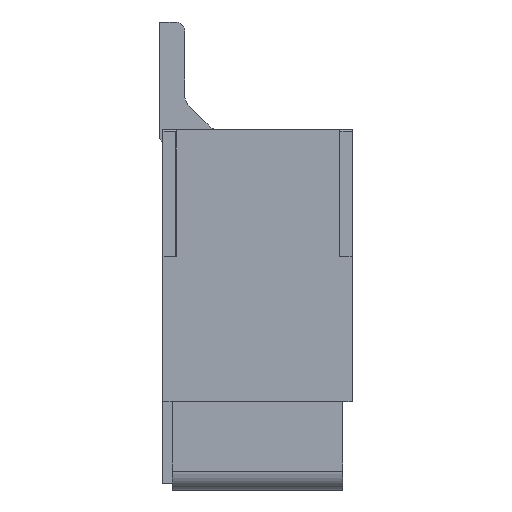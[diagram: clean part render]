
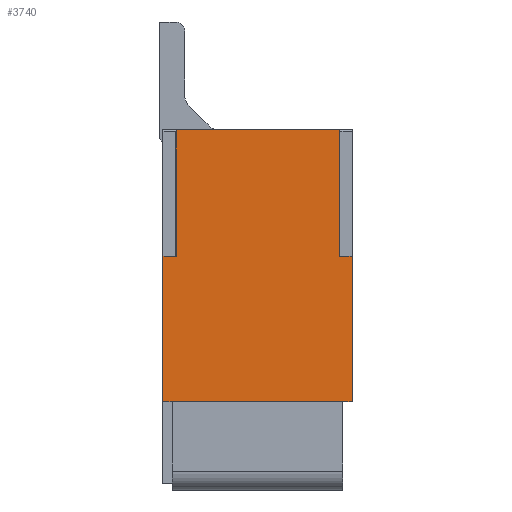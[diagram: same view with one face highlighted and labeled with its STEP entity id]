
A CAD part, front view. The second image highlights one B-rep face of the part: STEP entity #3740.
In plain terms, the highlighted planar face has unit normal (0, -1, 0).
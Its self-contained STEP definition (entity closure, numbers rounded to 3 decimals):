
#1900=CARTESIAN_POINT('',(69.249,38.269,24.));
#1910=DIRECTION('',(0.,0.,1.));
#1920=VECTOR('',#1910,1.);
#1930=LINE('',#1900,#1920);
#1940=CARTESIAN_POINT('',(69.249,38.269,26.3));
#1950=VERTEX_POINT('',#1940);
#1960=CARTESIAN_POINT('',(69.249,38.269,28.3));
#1970=VERTEX_POINT('',#1960);
#1980=EDGE_CURVE('',#1950,#1970,#1930,.T.);
#2800=CARTESIAN_POINT('',(73.034,38.269,24.));
#2810=DIRECTION('',(-0.,1.,0.));
#2820=DIRECTION('',(1.,0.,0.));
#2830=AXIS2_PLACEMENT_3D('',#2800,#2810,#2820);
#2840=PLANE('',#2830);
#2850=CARTESIAN_POINT('',(71.829,38.269,24.));
#2860=DIRECTION('',(0.,0.,-1.));
#2870=VECTOR('',#2860,1.);
#2880=LINE('',#2850,#2870);
#2890=CARTESIAN_POINT('',(71.829,38.269,28.3));
#2900=VERTEX_POINT('',#2890);
#2910=CARTESIAN_POINT('',(71.829,38.269,26.3));
#2920=VERTEX_POINT('',#2910);
#2930=EDGE_CURVE('',#2900,#2920,#2880,.T.);
#2940=ORIENTED_EDGE('',*,*,#2930,.F.);
#2950=CARTESIAN_POINT('',(70.534,38.269,26.3));
#2960=DIRECTION('',(-1.,0.,0.));
#2970=VECTOR('',#2960,1.);
#2980=LINE('',#2950,#2970);
#2990=CARTESIAN_POINT('',(72.034,38.269,26.3));
#3000=VERTEX_POINT('',#2990);
#3010=EDGE_CURVE('',#3000,#2920,#2980,.T.);
#3020=ORIENTED_EDGE('',*,*,#3010,.T.);
#3030=CARTESIAN_POINT('',(72.034,38.269,24.));
#3040=DIRECTION('',(0.,0.,1.));
#3050=VECTOR('',#3040,1.);
#3060=LINE('',#3030,#3050);
#3070=CARTESIAN_POINT('',(72.034,38.269,24.));
#3080=VERTEX_POINT('',#3070);
#3090=EDGE_CURVE('',#3080,#3000,#3060,.T.);
#3100=ORIENTED_EDGE('',*,*,#3090,.T.);
#3110=CARTESIAN_POINT('',(70.534,38.269,24.));
#3120=DIRECTION('',(1.,0.,0.));
#3130=VECTOR('',#3120,1.);
#3140=LINE('',#3110,#3130);
#3150=CARTESIAN_POINT('',(71.884,38.269,24.));
#3160=VERTEX_POINT('',#3150);
#3170=EDGE_CURVE('',#3160,#3080,#3140,.T.);
#3180=ORIENTED_EDGE('',*,*,#3170,.T.);
#3190=CARTESIAN_POINT('',(70.534,38.269,24.));
#3200=DIRECTION('',(-1.,0.,0.));
#3210=VECTOR('',#3200,1.);
#3220=LINE('',#3190,#3210);
#3230=CARTESIAN_POINT('',(69.184,38.269,24.));
#3240=VERTEX_POINT('',#3230);
#3250=EDGE_CURVE('',#3160,#3240,#3220,.T.);
#3260=ORIENTED_EDGE('',*,*,#3250,.F.);
#3270=CARTESIAN_POINT('',(70.534,38.269,24.));
#3280=DIRECTION('',(-1.,0.,0.));
#3290=VECTOR('',#3280,1.);
#3300=LINE('',#3270,#3290);
#3310=CARTESIAN_POINT('',(69.034,38.269,24.));
#3320=VERTEX_POINT('',#3310);
#3330=EDGE_CURVE('',#3240,#3320,#3300,.T.);
#3340=ORIENTED_EDGE('',*,*,#3330,.F.);
#3350=CARTESIAN_POINT('',(69.034,38.269,24.));
#3360=DIRECTION('',(0.,0.,1.));
#3370=VECTOR('',#3360,1.);
#3380=LINE('',#3350,#3370);
#3390=CARTESIAN_POINT('',(69.034,38.269,26.3));
#3400=VERTEX_POINT('',#3390);
#3410=EDGE_CURVE('',#3320,#3400,#3380,.T.);
#3420=ORIENTED_EDGE('',*,*,#3410,.F.);
#3430=CARTESIAN_POINT('',(70.534,38.269,26.3));
#3440=DIRECTION('',(-1.,0.,0.));
#3450=VECTOR('',#3440,1.);
#3460=LINE('',#3430,#3450);
#3470=CARTESIAN_POINT('',(69.039,38.269,26.3));
#3480=VERTEX_POINT('',#3470);
#3490=EDGE_CURVE('',#3480,#3400,#3460,.T.);
#3500=ORIENTED_EDGE('',*,*,#3490,.T.);
#3510=CARTESIAN_POINT('',(70.534,38.269,26.3));
#3520=DIRECTION('',(-1.,0.,0.));
#3530=VECTOR('',#3520,1.);
#3540=LINE('',#3510,#3530);
#3550=CARTESIAN_POINT('',(69.239,38.269,26.3));
#3560=VERTEX_POINT('',#3550);
#3570=EDGE_CURVE('',#3560,#3480,#3540,.T.);
#3580=ORIENTED_EDGE('',*,*,#3570,.T.);
#3590=CARTESIAN_POINT('',(70.534,38.269,26.3));
#3600=DIRECTION('',(-1.,0.,0.));
#3610=VECTOR('',#3600,1.);
#3620=LINE('',#3590,#3610);
#3630=EDGE_CURVE('',#1950,#3560,#3620,.T.);
#3640=ORIENTED_EDGE('',*,*,#3630,.T.);
#3650=ORIENTED_EDGE('',*,*,#1980,.F.);
#3660=CARTESIAN_POINT('',(70.534,38.269,28.3));
#3670=DIRECTION('',(1.,0.,0.));
#3680=VECTOR('',#3670,1.);
#3690=LINE('',#3660,#3680);
#3700=EDGE_CURVE('',#1970,#2900,#3690,.T.);
#3710=ORIENTED_EDGE('',*,*,#3700,.F.);
#3720=EDGE_LOOP('',(#3710,#3650,#3640,#3580,#3500,#3420,#3340,#3260,
#3180,#3100,#3020,#2940));
#3730=FACE_OUTER_BOUND('',#3720,.T.);
#3740=ADVANCED_FACE('',(#3730),#2840,.F.);
